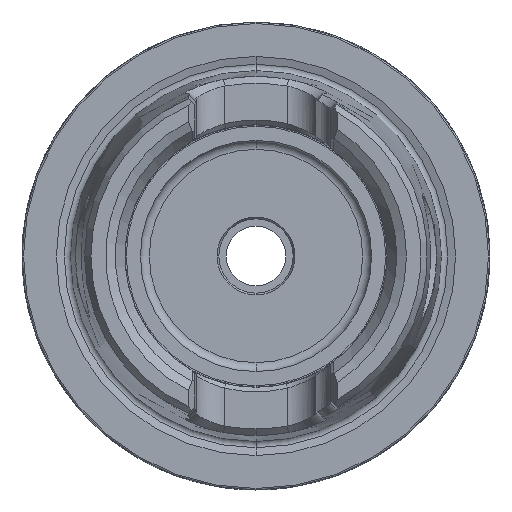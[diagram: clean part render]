
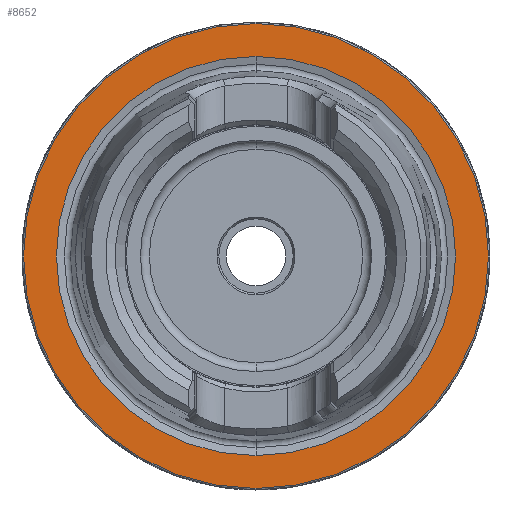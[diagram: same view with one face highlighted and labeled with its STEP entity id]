
A CAD part, left-side view. The second image highlights one B-rep face of the part: STEP entity #8652.
In plain terms, the highlighted planar face has unit normal (-1, 0, 0).
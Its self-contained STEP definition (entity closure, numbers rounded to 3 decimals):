
#406 = DIRECTION ( 'NONE',  ( -1., 0., 0. ) ) ;
#452 = DIRECTION ( 'NONE',  ( -1., 0., 0. ) ) ;
#478 = ORIENTED_EDGE ( 'NONE', *, *, #5687, .F. ) ;
#787 = CIRCLE ( 'NONE', #4938, 26.85 ) ;
#808 = CIRCLE ( 'NONE', #10846, 26.85 ) ;
#1725 = CARTESIAN_POINT ( 'NONE',  ( 0., 0., -26.85 ) ) ;
#1901 = CARTESIAN_POINT ( 'NONE',  ( 0., 31.275, 0. ) ) ;
#2760 = DIRECTION ( 'NONE',  ( 0., 0., -1. ) ) ;
#3686 = ORIENTED_EDGE ( 'NONE', *, *, #9129, .T. ) ;
#3769 = CARTESIAN_POINT ( 'NONE',  ( 0., 0., 0. ) ) ;
#3774 = EDGE_CURVE ( 'NONE', #9605, #10578, #808, .T. ) ;
#3812 = ORIENTED_EDGE ( 'NONE', *, *, #3774, .F. ) ;
#4196 = CARTESIAN_POINT ( 'NONE',  ( 0., 0., 0. ) ) ;
#4399 = AXIS2_PLACEMENT_3D ( 'NONE', #1901, #7874, #2760 ) ;
#4631 = DIRECTION ( 'NONE',  ( 0., 0., 1. ) ) ;
#4938 = AXIS2_PLACEMENT_3D ( 'NONE', #3769, #9799, #4631 ) ;
#5045 = DIRECTION ( 'NONE',  ( 0., 0., 1. ) ) ;
#5494 = CARTESIAN_POINT ( 'NONE',  ( 0., 0., 0. ) ) ;
#5540 = CARTESIAN_POINT ( 'NONE',  ( 0., 0., 0. ) ) ;
#5593 = ORIENTED_EDGE ( 'NONE', *, *, #8443, .T. ) ;
#5687 = EDGE_CURVE ( 'NONE', #10578, #9605, #787, .T. ) ;
#5689 = FACE_BOUND ( 'NONE', #9051, .T. ) ;
#6295 = AXIS2_PLACEMENT_3D ( 'NONE', #4196, #10219, #5045 ) ;
#6334 = VERTEX_POINT ( 'NONE', #7100 ) ;
#6347 = DIRECTION ( 'NONE',  ( 0., 0., 1. ) ) ;
#6388 = DIRECTION ( 'NONE',  ( 0., 0., 1. ) ) ;
#6482 = VERTEX_POINT ( 'NONE', #7478 ) ;
#7000 = PLANE ( 'NONE',  #4399 ) ;
#7029 = AXIS2_PLACEMENT_3D ( 'NONE', #5494, #406, #6347 ) ;
#7100 = CARTESIAN_POINT ( 'NONE',  ( 0., 0., 31.275 ) ) ;
#7478 = CARTESIAN_POINT ( 'NONE',  ( 0., 0., -31.275 ) ) ;
#7874 = DIRECTION ( 'NONE',  ( 1., 0., 0. ) ) ;
#8443 = EDGE_CURVE ( 'NONE', #6334, #6482, #9339, .T. ) ;
#8652 = ADVANCED_FACE ( 'NONE', ( #5689, #10575 ), #7000, .F. ) ;
#9051 = EDGE_LOOP ( 'NONE', ( #478, #3812 ) ) ;
#9129 = EDGE_CURVE ( 'NONE', #6482, #6334, #9890, .T. ) ;
#9339 = CIRCLE ( 'NONE', #6295, 31.275 ) ;
#9379 = EDGE_LOOP ( 'NONE', ( #5593, #3686 ) ) ;
#9605 = VERTEX_POINT ( 'NONE', #1725 ) ;
#9703 = CARTESIAN_POINT ( 'NONE',  ( 0., 0., 26.85 ) ) ;
#9799 = DIRECTION ( 'NONE',  ( -1., 0., 0. ) ) ;
#9890 = CIRCLE ( 'NONE', #7029, 31.275 ) ;
#10219 = DIRECTION ( 'NONE',  ( -1., 0., 0. ) ) ;
#10575 = FACE_OUTER_BOUND ( 'NONE', #9379, .T. ) ;
#10578 = VERTEX_POINT ( 'NONE', #9703 ) ;
#10846 = AXIS2_PLACEMENT_3D ( 'NONE', #5540, #452, #6388 ) ;
